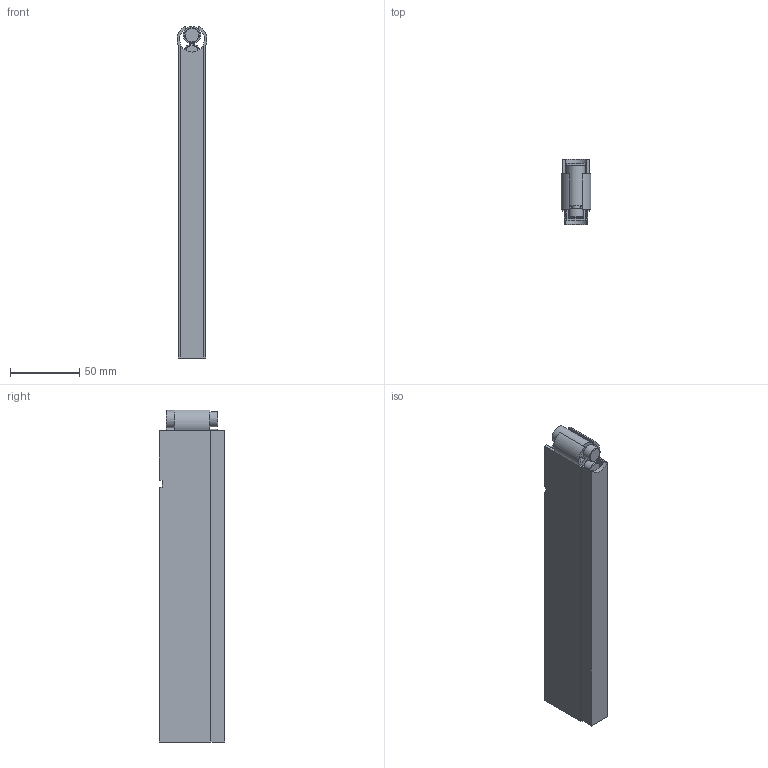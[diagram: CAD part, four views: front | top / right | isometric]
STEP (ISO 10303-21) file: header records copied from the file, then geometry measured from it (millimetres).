
FILE_DESCRIPTION(/* description */ (''),/* implementation_level */ '2;1');
FILE_NAME(/* name */ 'TalonMagazine.step',/* time_stamp */ '2019-03-31T13:08:42-05:00',/* author */ (''),/* organization */ (''),/* preprocessor_version */ 'ST-DEVELOPER v17.2',/* originating_system */ 'Autodesk Translation Framework v7.6.0.251',/* authorisation */ '');
FILE_SCHEMA (('AUTOMOTIVE_DESIGN { 1 0 10303 214 3 1 1 }'));
Length unit declared in the file: millimetre
Products named in the file (2): TalonMagazine; WorkerDart
Assembly tree (15 placements, depth 2):
  TalonMagazine
    WorkerDart  x15
Bounding box: 21.6 x 47 x 239.84 mm (x, y, z)
Volume: 137153.8 mm3; surface area: 89531 mm2
Topology: 31 solids, 31 shells, 194 faces, 318 edges, 217 vertices
Faces by surface type: plane 116, cylinder 63, torus 15
Full cylindrical faces by diameter (mm): 5 x15, 5.8 x15, 10.8 x15, 12.6 x15
Entity records: 1336 total; most frequent: DIRECTION 232, CARTESIAN_POINT 214, ORIENTED_EDGE 188, EDGE_CURVE 94, AXIS2_PLACEMENT_3D 81, LINE 70, VECTOR 70, VERTEX_POINT 63
